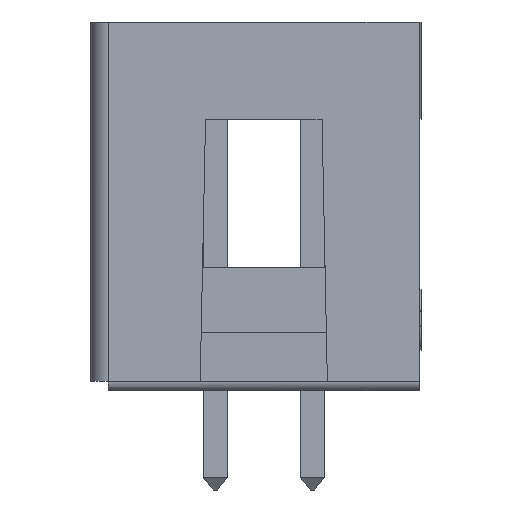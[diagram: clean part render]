
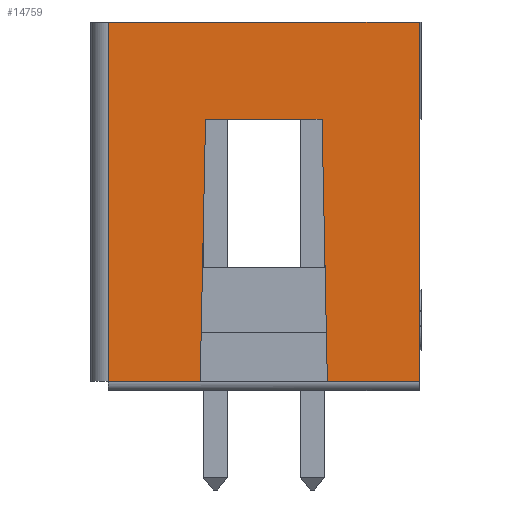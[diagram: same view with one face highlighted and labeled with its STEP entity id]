
A CAD part, left-side view. The second image highlights one B-rep face of the part: STEP entity #14759.
In plain terms, the highlighted planar face has unit normal (-1, 0, 0).
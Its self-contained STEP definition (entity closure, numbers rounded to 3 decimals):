
#12715=CARTESIAN_POINT('',(-18.898,-1.524,7.112));
#12716=VERTEX_POINT('',#12715);
#12726=CARTESIAN_POINT('',(-18.898,1.524,7.112));
#12727=VERTEX_POINT('',#12726);
#12728=CARTESIAN_POINT('',(-18.898,1.524,7.112));
#12729=CARTESIAN_POINT('',(-18.898,0.508,7.112));
#12730=CARTESIAN_POINT('',(-18.898,-0.508,7.112));
#12731=CARTESIAN_POINT('',(-18.898,-1.524,7.112));
#12732=QUASI_UNIFORM_CURVE('',3,(#12728,#12729,#12730,#12731),.UNSPECIFIED.,.F.,.U.);
#12733=EDGE_CURVE('',#12727,#12716,#12732,.T.);
#13179=CARTESIAN_POINT('',(-18.898,4.064,9.652));
#13180=VERTEX_POINT('',#13179);
#13181=CARTESIAN_POINT('',(-18.898,4.064,0.254));
#13182=VERTEX_POINT('',#13181);
#13183=CARTESIAN_POINT('',(-18.898,4.064,9.652));
#13184=CARTESIAN_POINT('',(-18.898,4.064,6.519));
#13185=CARTESIAN_POINT('',(-18.898,4.064,3.387));
#13186=CARTESIAN_POINT('',(-18.898,4.064,0.254));
#13187=QUASI_UNIFORM_CURVE('',3,(#13183,#13184,#13185,#13186),.UNSPECIFIED.,.F.,.U.);
#13188=EDGE_CURVE('',#13180,#13182,#13187,.T.);
#14671=CARTESIAN_POINT('',(-18.898,-4.064,0.254));
#14672=VERTEX_POINT('',#14671);
#14680=CARTESIAN_POINT('',(-18.898,-1.664,0.254));
#14681=VERTEX_POINT('',#14680);
#14682=CARTESIAN_POINT('',(-18.898,-1.664,0.254));
#14683=CARTESIAN_POINT('',(-18.898,-2.464,0.254));
#14684=CARTESIAN_POINT('',(-18.898,-3.264,0.254));
#14685=CARTESIAN_POINT('',(-18.898,-4.064,0.254));
#14686=QUASI_UNIFORM_CURVE('',3,(#14682,#14683,#14684,#14685),.UNSPECIFIED.,.F.,.U.);
#14687=EDGE_CURVE('',#14681,#14672,#14686,.T.);
#14697=CARTESIAN_POINT('',(-18.898,1.664,0.254));
#14698=VERTEX_POINT('',#14697);
#14706=CARTESIAN_POINT('',(-18.898,4.064,0.254));
#14707=CARTESIAN_POINT('',(-18.898,3.264,0.254));
#14708=CARTESIAN_POINT('',(-18.898,2.464,0.254));
#14709=CARTESIAN_POINT('',(-18.898,1.664,0.254));
#14710=QUASI_UNIFORM_CURVE('',3,(#14706,#14707,#14708,#14709),.UNSPECIFIED.,.F.,.U.);
#14711=EDGE_CURVE('',#13182,#14698,#14710,.T.);
#14718=CARTESIAN_POINT('',(-18.898,4.47,10.122));
#14719=DIRECTION('',(-1.0,0.0,0.0));
#14720=DIRECTION('',(0.0,0.0,-1.0));
#14721=AXIS2_PLACEMENT_3D('',#14718,#14719,#14720);
#14722=PLANE('',#14721);
#14723=CARTESIAN_POINT('',(-18.898,-4.064,9.652));
#14724=VERTEX_POINT('',#14723);
#14725=CARTESIAN_POINT('',(-18.898,-4.064,0.254));
#14726=CARTESIAN_POINT('',(-18.898,-4.064,3.387));
#14727=CARTESIAN_POINT('',(-18.898,-4.064,6.519));
#14728=CARTESIAN_POINT('',(-18.898,-4.064,9.652));
#14729=QUASI_UNIFORM_CURVE('',3,(#14725,#14726,#14727,#14728),.UNSPECIFIED.,.F.,.U.);
#14730=EDGE_CURVE('',#14672,#14724,#14729,.T.);
#14731=ORIENTED_EDGE('',*,*,#14730,.T.);
#14732=CARTESIAN_POINT('',(-18.898,4.064,9.652));
#14733=CARTESIAN_POINT('',(-18.898,1.355,9.652));
#14734=CARTESIAN_POINT('',(-18.898,-1.355,9.652));
#14735=CARTESIAN_POINT('',(-18.898,-4.064,9.652));
#14736=QUASI_UNIFORM_CURVE('',3,(#14732,#14733,#14734,#14735),.UNSPECIFIED.,.F.,.U.);
#14737=EDGE_CURVE('',#13180,#14724,#14736,.T.);
#14738=ORIENTED_EDGE('',*,*,#14737,.F.);
#14739=ORIENTED_EDGE('',*,*,#13188,.T.);
#14740=ORIENTED_EDGE('',*,*,#14711,.T.);
#14741=CARTESIAN_POINT('',(-18.898,1.524,7.112));
#14742=CARTESIAN_POINT('',(-18.898,1.571,4.826));
#14743=CARTESIAN_POINT('',(-18.898,1.617,2.54));
#14744=CARTESIAN_POINT('',(-18.898,1.664,0.254));
#14745=QUASI_UNIFORM_CURVE('',3,(#14741,#14742,#14743,#14744),.UNSPECIFIED.,.F.,.U.);
#14746=EDGE_CURVE('',#12727,#14698,#14745,.T.);
#14747=ORIENTED_EDGE('',*,*,#14746,.F.);
#14748=ORIENTED_EDGE('',*,*,#12733,.T.);
#14749=CARTESIAN_POINT('',(-18.898,-1.664,0.254));
#14750=CARTESIAN_POINT('',(-18.898,-1.617,2.54));
#14751=CARTESIAN_POINT('',(-18.898,-1.571,4.826));
#14752=CARTESIAN_POINT('',(-18.898,-1.524,7.112));
#14753=QUASI_UNIFORM_CURVE('',3,(#14749,#14750,#14751,#14752),.UNSPECIFIED.,.F.,.U.);
#14754=EDGE_CURVE('',#14681,#12716,#14753,.T.);
#14755=ORIENTED_EDGE('',*,*,#14754,.F.);
#14756=ORIENTED_EDGE('',*,*,#14687,.T.);
#14757=EDGE_LOOP('',(#14731,#14738,#14739,#14740,#14747,#14748,#14755,#14756));
#14758=FACE_OUTER_BOUND('',#14757,.T.);
#14759=ADVANCED_FACE('',(#14758),#14722,.T.);
